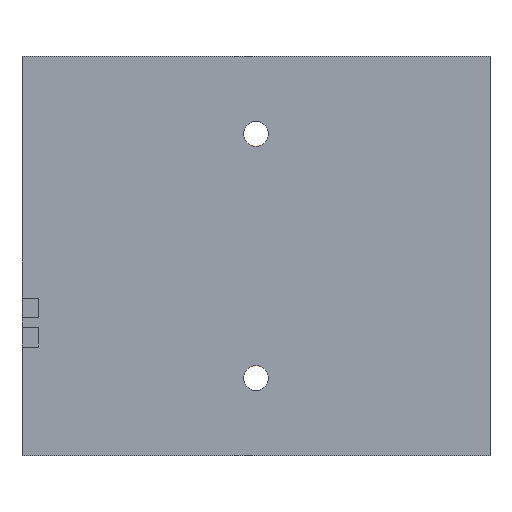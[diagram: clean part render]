
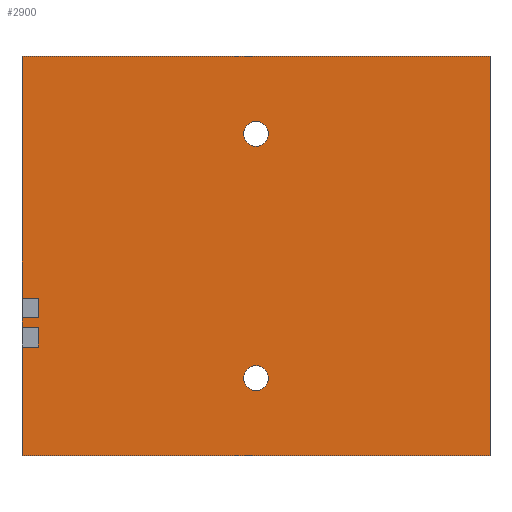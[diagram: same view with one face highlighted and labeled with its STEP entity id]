
A CAD part, front view. The second image highlights one B-rep face of the part: STEP entity #2900.
In plain terms, the highlighted planar face has unit normal (0, -1, 0).
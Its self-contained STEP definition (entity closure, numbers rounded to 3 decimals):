
#81=FACE_BOUND('',#449,.T.);
#82=FACE_BOUND('',#450,.T.);
#97=CIRCLE('',#3003,1.524);
#99=CIRCLE('',#3006,1.524);
#286=FACE_OUTER_BOUND('',#448,.T.);
#448=EDGE_LOOP('',(#2627,#2628,#2629,#2630,#2631,#2632,#2633,#2634,#2635,
#2636,#2637,#2638));
#449=EDGE_LOOP('',(#2639));
#450=EDGE_LOOP('',(#2640));
#596=LINE('',#4169,#936);
#606=LINE('',#4190,#946);
#607=LINE('',#4193,#947);
#616=LINE('',#4209,#956);
#618=LINE('',#4214,#958);
#620=LINE('',#4217,#960);
#624=LINE('',#4228,#964);
#663=LINE('',#4345,#1003);
#688=LINE('',#4395,#1028);
#776=LINE('',#4843,#1116);
#789=LINE('',#4876,#1129);
#790=LINE('',#4878,#1130);
#936=VECTOR('',#3376,10.);
#946=VECTOR('',#3390,10.);
#947=VECTOR('',#3393,10.);
#956=VECTOR('',#3406,10.);
#958=VECTOR('',#3410,10.);
#960=VECTOR('',#3412,1000.);
#964=VECTOR('',#3420,1000.);
#1003=VECTOR('',#3537,10.);
#1028=VECTOR('',#3578,10.);
#1116=VECTOR('',#3818,1000.);
#1129=VECTOR('',#3863,1000.);
#1130=VECTOR('',#3866,1000.);
#1228=VERTEX_POINT('',#4166);
#1229=VERTEX_POINT('',#4168);
#1235=VERTEX_POINT('',#4183);
#1238=VERTEX_POINT('',#4188);
#1239=VERTEX_POINT('',#4192);
#1244=VERTEX_POINT('',#4207);
#1245=VERTEX_POINT('',#4211);
#1246=VERTEX_POINT('',#4213);
#1247=VERTEX_POINT('',#4216);
#1252=VERTEX_POINT('',#4226);
#1265=VERTEX_POINT('',#4272);
#1267=VERTEX_POINT('',#4278);
#1400=VERTEX_POINT('',#4841);
#1404=VERTEX_POINT('',#4874);
#1550=EDGE_CURVE('',#1229,#1228,#596,.T.);
#1560=EDGE_CURVE('',#1235,#1238,#606,.T.);
#1561=EDGE_CURVE('',#1239,#1229,#607,.T.);
#1570=EDGE_CURVE('',#1238,#1244,#616,.T.);
#1572=EDGE_CURVE('',#1246,#1245,#618,.T.);
#1574=EDGE_CURVE('',#1239,#1247,#620,.T.);
#1580=EDGE_CURVE('',#1252,#1244,#624,.T.);
#1599=EDGE_CURVE('',#1265,#1265,#97,.T.);
#1602=EDGE_CURVE('',#1267,#1267,#99,.T.);
#1635=EDGE_CURVE('',#1235,#1245,#663,.T.);
#1662=EDGE_CURVE('',#1228,#1246,#688,.T.);
#1800=EDGE_CURVE('',#1400,#1252,#776,.T.);
#1815=EDGE_CURVE('',#1404,#1400,#789,.T.);
#1816=EDGE_CURVE('',#1247,#1404,#790,.T.);
#2627=ORIENTED_EDGE('',*,*,#1570,.T.);
#2628=ORIENTED_EDGE('',*,*,#1580,.F.);
#2629=ORIENTED_EDGE('',*,*,#1800,.F.);
#2630=ORIENTED_EDGE('',*,*,#1815,.F.);
#2631=ORIENTED_EDGE('',*,*,#1816,.F.);
#2632=ORIENTED_EDGE('',*,*,#1574,.F.);
#2633=ORIENTED_EDGE('',*,*,#1561,.T.);
#2634=ORIENTED_EDGE('',*,*,#1550,.T.);
#2635=ORIENTED_EDGE('',*,*,#1662,.T.);
#2636=ORIENTED_EDGE('',*,*,#1572,.T.);
#2637=ORIENTED_EDGE('',*,*,#1635,.F.);
#2638=ORIENTED_EDGE('',*,*,#1560,.T.);
#2639=ORIENTED_EDGE('',*,*,#1599,.T.);
#2640=ORIENTED_EDGE('',*,*,#1602,.T.);
#2752=PLANE('',#3118);
#2900=ADVANCED_FACE('',(#286,#81,#82),#2752,.F.);
#3003=AXIS2_PLACEMENT_3D('',#4273,#3477,#3478);
#3006=AXIS2_PLACEMENT_3D('',#4279,#3484,#3485);
#3118=AXIS2_PLACEMENT_3D('',#4879,#3867,#3868);
#3376=DIRECTION('',(0.,0.,-1.));
#3390=DIRECTION('',(0.,0.,-1.));
#3393=DIRECTION('',(1.,0.,0.));
#3406=DIRECTION('',(-1.,0.,0.));
#3410=DIRECTION('',(0.,0.,-1.));
#3412=DIRECTION('',(0.,0.,1.));
#3420=DIRECTION('',(0.,0.,1.));
#3477=DIRECTION('center_axis',(0.,1.,0.));
#3478=DIRECTION('ref_axis',(1.,0.,0.));
#3484=DIRECTION('center_axis',(0.,1.,0.));
#3485=DIRECTION('ref_axis',(1.,0.,0.));
#3537=DIRECTION('',(-1.,0.,0.));
#3578=DIRECTION('',(-1.,0.,0.));
#3818=DIRECTION('',(-1.,0.,0.));
#3863=DIRECTION('',(0.,0.,-1.));
#3866=DIRECTION('',(1.,0.,0.));
#3867=DIRECTION('center_axis',(0.,1.,0.));
#3868=DIRECTION('ref_axis',(0.,0.,1.));
#4166=CARTESIAN_POINT('',(-26.702,0.,-7.57));
#4168=CARTESIAN_POINT('',(-26.702,0.,-5.17));
#4169=CARTESIAN_POINT('',(-26.702,0.,-4.085));
#4183=CARTESIAN_POINT('',(-26.702,0.,-8.77));
#4188=CARTESIAN_POINT('',(-26.702,0.,-11.17));
#4190=CARTESIAN_POINT('',(-26.702,0.,-4.085));
#4192=CARTESIAN_POINT('',(-28.702,0.,-5.17));
#4193=CARTESIAN_POINT('',(-14.351,0.,-5.17));
#4207=CARTESIAN_POINT('',(-28.702,0.,-11.17));
#4209=CARTESIAN_POINT('',(-14.351,0.,-11.17));
#4211=CARTESIAN_POINT('',(-28.702,0.,-8.77));
#4213=CARTESIAN_POINT('',(-28.702,0.,-7.57));
#4214=CARTESIAN_POINT('',(-28.702,0.,-8.47));
#4216=CARTESIAN_POINT('',(-28.702,0.,24.511));
#4217=CARTESIAN_POINT('',(-28.702,0.,-24.511));
#4226=CARTESIAN_POINT('',(-28.702,0.,-24.511));
#4228=CARTESIAN_POINT('',(-28.702,0.,-24.511));
#4272=CARTESIAN_POINT('',(-1.524,0.,14.986));
#4273=CARTESIAN_POINT('Origin',(0.,0.,14.986));
#4278=CARTESIAN_POINT('',(-1.524,0.,-14.986));
#4279=CARTESIAN_POINT('Origin',(0.,0.,-14.986));
#4345=CARTESIAN_POINT('',(-26.702,0.,-8.77));
#4395=CARTESIAN_POINT('',(-26.702,0.,-7.57));
#4841=CARTESIAN_POINT('',(28.702,0.,-24.511));
#4843=CARTESIAN_POINT('',(-28.702,0.,-24.511));
#4874=CARTESIAN_POINT('',(28.702,0.,24.511));
#4876=CARTESIAN_POINT('',(28.702,0.,-24.511));
#4878=CARTESIAN_POINT('',(-28.702,0.,24.511));
#4879=CARTESIAN_POINT('Origin',(0.,0.,0.));
